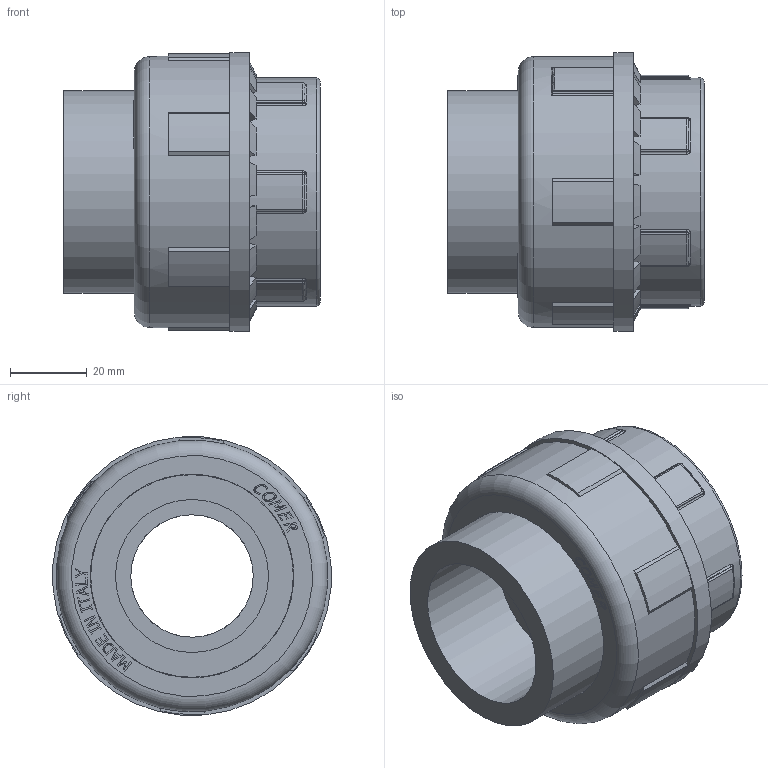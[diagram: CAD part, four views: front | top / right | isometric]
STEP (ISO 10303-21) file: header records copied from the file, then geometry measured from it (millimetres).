
FILE_DESCRIPTION(/* description */ (''),/* implementation_level */ '2;1');
FILE_NAME(/* name */ 'UN800400.stp',/* time_stamp */ '2016-11-11T16:09:41+01:00',/* author */ ('Gabriele'),/* organization */ (''),/* preprocessor_version */ 'ST-DEVELOPER v16.5',/* originating_system */ 'Autodesk Inventor 2017',/* authorisation */ '');
FILE_SCHEMA (('AUTOMOTIVE_DESIGN { 1 0 10303 214 3 1 1 }'));
Length unit declared in the file: millimetre
Products named in the file (5): UN800400; UB800400; NU800400; UE800400; LAV6162E
Assembly tree (4 placements, depth 2):
  UN800400
    UB800400
    NU800400
    UE800400
    LAV6162E
Bounding box: 67 x 72.79 x 72.79 mm (x, y, z)
Volume: 134336.2 mm3; surface area: 46949.5 mm2
Topology: 4 solids, 4 shells, 511 faces, 1255 edges, 782 vertices
Faces by surface type: plane 248, bspline 93, cylinder 78, cone 38, torus 30, sphere 24
Full cylindrical faces by diameter (mm): 32 x2, 37.348 x1, 40 x2, 40.386 x1, 51.224 x1, 53 x1, 53.25 x1, 57 x1, 59.61 x2, 71 x1, 73 x1
Entity records: 15985 total; most frequent: CARTESIAN_POINT 4346, ORIENTED_EDGE 2462, DIRECTION 2211, EDGE_CURVE 1231, VERTEX_POINT 778, AXIS2_PLACEMENT_3D 743, LINE 725, VECTOR 725
